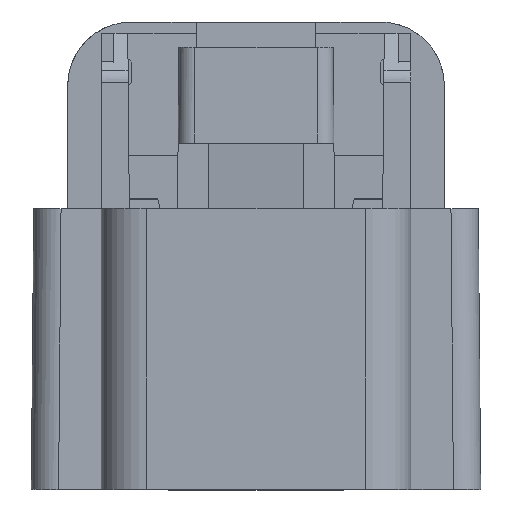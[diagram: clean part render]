
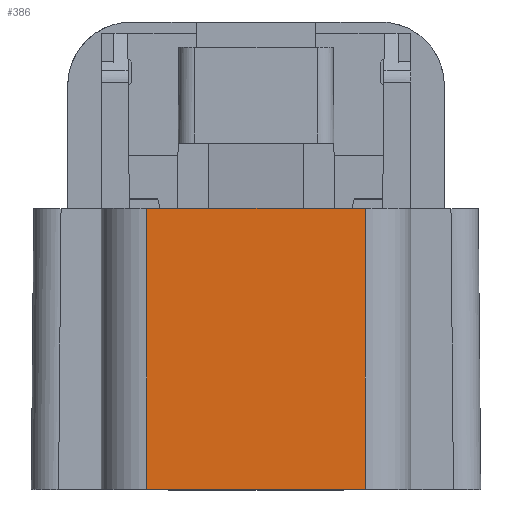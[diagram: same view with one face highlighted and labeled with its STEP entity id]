
A CAD part, top view. The second image highlights one B-rep face of the part: STEP entity #386.
In plain terms, the highlighted planar face has unit normal (0, 0, 1).
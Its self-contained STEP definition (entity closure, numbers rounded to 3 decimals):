
#386=ADVANCED_FACE('',(#830),#599,.F.);
#599=PLANE('',#5092);
#830=FACE_OUTER_BOUND('',#1083,.T.);
#1083=EDGE_LOOP('',(#2246,#2247,#2248,#2249));
#2246=ORIENTED_EDGE('',*,*,#3524,.T.);
#2247=ORIENTED_EDGE('',*,*,#3190,.F.);
#2248=ORIENTED_EDGE('',*,*,#3525,.T.);
#2249=ORIENTED_EDGE('',*,*,#3494,.T.);
#2665=VERTEX_POINT('',#6877);
#2666=VERTEX_POINT('',#6879);
#2872=VERTEX_POINT('',#7524);
#2873=VERTEX_POINT('',#7526);
#3190=EDGE_CURVE('',#2665,#2666,#3838,.T.);
#3494=EDGE_CURVE('',#2873,#2872,#4093,.T.);
#3524=EDGE_CURVE('',#2872,#2666,#4117,.T.);
#3525=EDGE_CURVE('',#2665,#2873,#4118,.T.);
#3838=LINE('',#6878,#4425);
#4093=LINE('',#7525,#4680);
#4117=LINE('',#7583,#4704);
#4118=LINE('',#7585,#4705);
#4425=VECTOR('',#5582,1.);
#4680=VECTOR('',#6107,1.);
#4704=VECTOR('',#6165,1.);
#4705=VECTOR('',#6168,1.);
#5092=AXIS2_PLACEMENT_3D('',#7586,#6169,#6170);
#5582=DIRECTION('',(-1.,0.,0.));
#6107=DIRECTION('',(-1.,0.,0.));
#6165=DIRECTION('',(0.,-1.,0.));
#6168=DIRECTION('',(0.,1.,0.));
#6169=DIRECTION('',(0.,0.,-1.));
#6170=DIRECTION('',(0.,1.,0.));
#6877=CARTESIAN_POINT('',(6.842,-2.,13.546));
#6878=CARTESIAN_POINT('',(8.558,-2.,13.546));
#6879=CARTESIAN_POINT('',(-6.842,-2.,13.546));
#7524=CARTESIAN_POINT('',(-6.842,15.6,13.546));
#7525=CARTESIAN_POINT('',(-5.685,15.6,13.546));
#7526=CARTESIAN_POINT('',(6.842,15.6,13.546));
#7583=CARTESIAN_POINT('',(-6.842,-2.,13.546));
#7585=CARTESIAN_POINT('',(6.842,-2.,13.546));
#7586=CARTESIAN_POINT('',(8.558,-2.,13.546));
